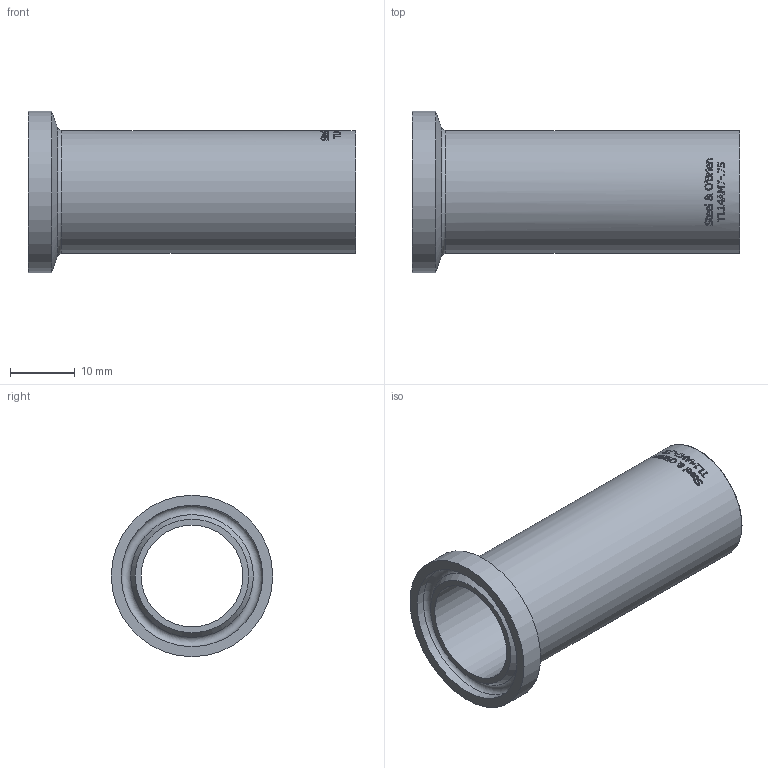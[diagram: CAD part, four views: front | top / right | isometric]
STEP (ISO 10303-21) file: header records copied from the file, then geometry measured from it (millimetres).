
FILE_DESCRIPTION(/* description */ (''),/* implementation_level */ '2;1');
FILE_NAME(/* name */ 'TL14AM7-.75.stp',/* time_stamp */ '2019-08-05T10:04:06-04:00',/* author */ ('rick'),/* organization */ (''),/* preprocessor_version */ 'ST-DEVELOPER v15.2',/* originating_system */ 'Autodesk Inventor 2014',/* authorisation */ '');
FILE_SCHEMA (('AUTOMOTIVE_DESIGN { 1 0 10303 214 3 1 1 }'));
Length unit declared in the file: inch
Products named in the file (1): TL14AM7-.75
Bounding box: 50.8 x 24.99 x 24.99 mm (x, y, z)
Volume: 5160.9 mm3; surface area: 6285.2 mm2
Topology: 1 solids, 1 shells, 352 faces, 935 edges, 621 vertices
Faces by surface type: plane 174, bspline 133, cylinder 39, torus 4, cone 2
Full cylindrical faces by diameter (mm): 15.748 x1, 19.05 x1, 21.895 x1, 24.994 x1
Entity records: 13444 total; most frequent: CARTESIAN_POINT 5362, ORIENTED_EDGE 1850, DIRECTION 1316, EDGE_CURVE 925, VERTEX_POINT 621, LINE 442, VECTOR 442, AXIS2_PLACEMENT_3D 437
